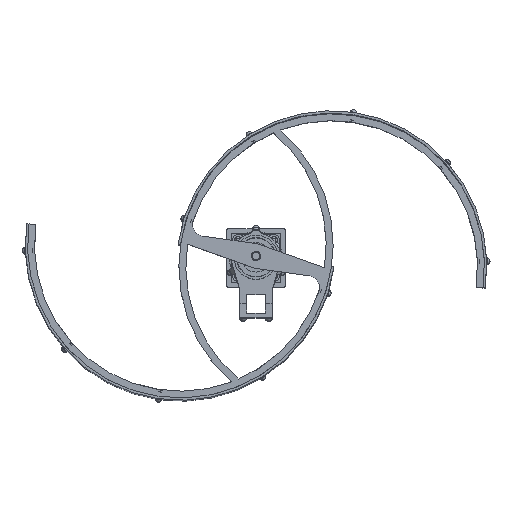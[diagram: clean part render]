
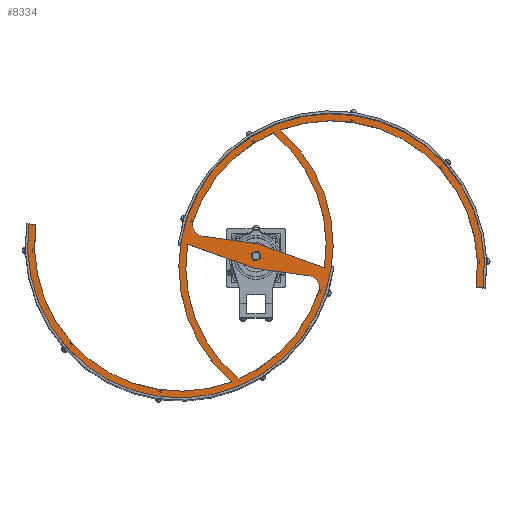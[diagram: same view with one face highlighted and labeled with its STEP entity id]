
A CAD part, top view. The second image highlights one B-rep face of the part: STEP entity #8334.
In plain terms, the highlighted planar face has unit normal (0, 0, 1).
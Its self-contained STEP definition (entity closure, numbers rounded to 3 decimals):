
#1014=FACE_BOUND('',#2310,.T.);
#1015=FACE_BOUND('',#2311,.T.);
#1016=FACE_BOUND('',#2312,.T.);
#1232=PLANE('',#9545);
#1682=FACE_OUTER_BOUND('',#2309,.T.);
#2309=EDGE_LOOP('',(#7662,#7663,#7664,#7665,#7666,#7667));
#2310=EDGE_LOOP('',(#7668,#7669,#7670,#7671,#7672));
#2311=EDGE_LOOP('',(#7673,#7674,#7675,#7676,#7677));
#2312=EDGE_LOOP('',(#7678));
#2813=LINE('',#16959,#3337);
#2827=LINE('',#17311,#3351);
#2829=LINE('',#17314,#3353);
#2832=LINE('',#17320,#3356);
#2843=LINE('',#17514,#3367);
#2844=LINE('',#17516,#3368);
#3337=VECTOR('',#11882,10.);
#3351=VECTOR('',#11936,20.);
#3353=VECTOR('',#11940,10.);
#3356=VECTOR('',#11945,10.);
#3367=VECTOR('',#12000,20.);
#3368=VECTOR('',#12003,10.);
#3736=CIRCLE('',#9492,126.);
#3738=CIRCLE('',#9495,126.);
#3739=CIRCLE('',#9497,126.);
#3742=CIRCLE('',#9502,126.);
#3743=CIRCLE('',#9504,126.);
#3746=CIRCLE('',#9508,126.);
#3747=CIRCLE('',#9514,10.);
#3750=CIRCLE('',#9518,132.);
#3751=CIRCLE('',#9527,3.4);
#3759=CIRCLE('',#9540,10.);
#3760=CIRCLE('',#9542,132.);
#4410=VERTEX_POINT('',#16781);
#4411=VERTEX_POINT('',#16783);
#4412=VERTEX_POINT('',#16787);
#4415=VERTEX_POINT('',#16792);
#4422=VERTEX_POINT('',#16910);
#4427=VERTEX_POINT('',#16957);
#4430=VERTEX_POINT('',#16964);
#4431=VERTEX_POINT('',#16966);
#4432=VERTEX_POINT('',#16970);
#4436=VERTEX_POINT('',#17015);
#4439=VERTEX_POINT('',#17020);
#4454=VERTEX_POINT('',#17298);
#4457=VERTEX_POINT('',#17306);
#4459=VERTEX_POINT('',#17318);
#4468=VERTEX_POINT('',#17482);
#4475=VERTEX_POINT('',#17506);
#4476=VERTEX_POINT('',#17510);
#5450=EDGE_CURVE('',#4411,#4410,#3736,.T.);
#5455=EDGE_CURVE('',#4412,#4415,#3738,.F.);
#5462=EDGE_CURVE('',#4422,#4411,#3739,.F.);
#5470=EDGE_CURVE('',#4410,#4427,#2813,.F.);
#5473=EDGE_CURVE('',#4431,#4430,#3742,.T.);
#5475=EDGE_CURVE('',#4432,#4431,#3743,.F.);
#5484=EDGE_CURVE('',#4436,#4439,#3746,.F.);
#5503=EDGE_CURVE('',#4422,#4454,#3747,.T.);
#5507=EDGE_CURVE('',#4457,#4436,#3750,.T.);
#5510=EDGE_CURVE('',#4415,#4457,#2827,.T.);
#5512=EDGE_CURVE('',#4427,#4454,#2829,.F.);
#5515=EDGE_CURVE('',#4430,#4459,#2832,.F.);
#5528=EDGE_CURVE('',#4468,#4468,#3751,.F.);
#5540=EDGE_CURVE('',#4432,#4475,#3759,.T.);
#5542=EDGE_CURVE('',#4476,#4412,#3760,.T.);
#5544=EDGE_CURVE('',#4439,#4476,#2843,.T.);
#5545=EDGE_CURVE('',#4459,#4475,#2844,.F.);
#7662=ORIENTED_EDGE('',*,*,#5455,.T.);
#7663=ORIENTED_EDGE('',*,*,#5510,.T.);
#7664=ORIENTED_EDGE('',*,*,#5507,.T.);
#7665=ORIENTED_EDGE('',*,*,#5484,.T.);
#7666=ORIENTED_EDGE('',*,*,#5544,.T.);
#7667=ORIENTED_EDGE('',*,*,#5542,.T.);
#7668=ORIENTED_EDGE('',*,*,#5515,.T.);
#7669=ORIENTED_EDGE('',*,*,#5545,.T.);
#7670=ORIENTED_EDGE('',*,*,#5540,.F.);
#7671=ORIENTED_EDGE('',*,*,#5475,.T.);
#7672=ORIENTED_EDGE('',*,*,#5473,.T.);
#7673=ORIENTED_EDGE('',*,*,#5503,.F.);
#7674=ORIENTED_EDGE('',*,*,#5462,.T.);
#7675=ORIENTED_EDGE('',*,*,#5450,.T.);
#7676=ORIENTED_EDGE('',*,*,#5470,.T.);
#7677=ORIENTED_EDGE('',*,*,#5512,.T.);
#7678=ORIENTED_EDGE('',*,*,#5528,.T.);
#8334=ADVANCED_FACE('',(#1682,#1014,#1015,#1016),#1232,.T.);
#9492=AXIS2_PLACEMENT_3D('',#16784,#11859,#11860);
#9495=AXIS2_PLACEMENT_3D('',#16794,#11868,#11869);
#9497=AXIS2_PLACEMENT_3D('',#16911,#11872,#11873);
#9502=AXIS2_PLACEMENT_3D('',#16967,#11888,#11889);
#9504=AXIS2_PLACEMENT_3D('',#16971,#11893,#11894);
#9508=AXIS2_PLACEMENT_3D('',#17022,#11905,#11906);
#9514=AXIS2_PLACEMENT_3D('',#17299,#11921,#11922);
#9518=AXIS2_PLACEMENT_3D('',#17307,#11930,#11931);
#9527=AXIS2_PLACEMENT_3D('',#17483,#11960,#11961);
#9540=AXIS2_PLACEMENT_3D('',#17507,#11990,#11991);
#9542=AXIS2_PLACEMENT_3D('',#17511,#11995,#11996);
#9545=AXIS2_PLACEMENT_3D('',#17517,#12004,#12005);
#11859=DIRECTION('center_axis',(0.,0.,
-1.));
#11860=DIRECTION('ref_axis',(-0.524,-0.852,0.));
#11868=DIRECTION('center_axis',(0.,0.,1.));
#11869=DIRECTION('ref_axis',(-1.,0.,0.));
#11872=DIRECTION('center_axis',(0.,0.,1.));
#11873=DIRECTION('ref_axis',(-1.,0.,0.));
#11882=DIRECTION('',(-0.979,0.202,0.));
#11888=DIRECTION('center_axis',(0.,0.,
-1.));
#11889=DIRECTION('ref_axis',(0.524,0.852,0.));
#11893=DIRECTION('center_axis',(0.,0.,1.));
#11894=DIRECTION('ref_axis',(1.,0.,0.));
#11905=DIRECTION('center_axis',(0.,0.,1.));
#11906=DIRECTION('ref_axis',(1.,0.,0.));
#11921=DIRECTION('center_axis',(0.,0.,1.));
#11922=DIRECTION('ref_axis',(0.767,0.641,0.));
#11930=DIRECTION('center_axis',(0.,0.,1.));
#11931=DIRECTION('ref_axis',(-1.,0.,0.));
#11936=DIRECTION('',(-1.,0.,0.));
#11940=DIRECTION('',(-1.,0.,0.));
#11945=DIRECTION('',(0.979,-0.202,0.));
#11960=DIRECTION('center_axis',(0.,0.,1.));
#11961=DIRECTION('ref_axis',(1.,0.,0.));
#11990=DIRECTION('center_axis',(0.,0.,1.));
#11991=DIRECTION('ref_axis',(-0.767,-0.641,0.));
#11995=DIRECTION('center_axis',(0.,0.,1.));
#11996=DIRECTION('ref_axis',(1.,0.,0.));
#12000=DIRECTION('',(1.,0.,0.));
#12003=DIRECTION('',(1.,0.,0.));
#12004=DIRECTION('center_axis',(0.,0.,1.));
#12005=DIRECTION('ref_axis',(-1.,0.,0.));
#16781=CARTESIAN_POINT('',(-92.987,-526.176,-35.));
#16783=CARTESIAN_POINT('',(-33.,-635.331,-35.));
#16784=CARTESIAN_POINT('Origin',(33.,-528.,-35.));
#16787=CARTESIAN_POINT('',(-38.864,-638.723,-35.));
#16792=CARTESIAN_POINT('',(-225.,-528.,-35.));
#16794=CARTESIAN_POINT('Origin',(-99.,-528.,-35.));
#16910=CARTESIAN_POINT('',(24.997,-550.376,-35.));
#16911=CARTESIAN_POINT('Origin',(-99.,-528.,-35.));
#16957=CARTESIAN_POINT('',(-32.694,-538.6,-35.));
#16959=CARTESIAN_POINT('',(-66.739,-531.585,-35.));
#16964=CARTESIAN_POINT('',(26.987,-529.824,-35.));
#16966=CARTESIAN_POINT('',(-33.,-420.669,-35.));
#16967=CARTESIAN_POINT('Origin',(-99.,-528.,-35.));
#16970=CARTESIAN_POINT('',(-90.997,-505.624,-35.));
#16971=CARTESIAN_POINT('Origin',(33.,-528.,-35.));
#17015=CARTESIAN_POINT('',(-27.136,-417.277,-35.));
#17020=CARTESIAN_POINT('',(159.,-528.,-35.));
#17022=CARTESIAN_POINT('Origin',(33.,-528.,-35.));
#17298=CARTESIAN_POINT('',(15.156,-538.6,-35.));
#17299=CARTESIAN_POINT('Origin',(15.156,-548.6,-35.));
#17306=CARTESIAN_POINT('',(-231.,-528.,-35.));
#17307=CARTESIAN_POINT('Origin',(-99.,-528.,-35.));
#17311=CARTESIAN_POINT('',(-231.,-528.,-35.));
#17314=CARTESIAN_POINT('',(-33.,-538.6,-35.));
#17318=CARTESIAN_POINT('',(-33.306,-517.4,-35.));
#17320=CARTESIAN_POINT('',(0.739,-524.415,-35.));
#17482=CARTESIAN_POINT('',(-29.6,-528.,-35.));
#17483=CARTESIAN_POINT('Origin',(-33.,-528.,-35.));
#17506=CARTESIAN_POINT('',(-81.156,-517.4,-35.));
#17507=CARTESIAN_POINT('Origin',(-81.156,-507.4,-35.));
#17510=CARTESIAN_POINT('',(165.,-528.,-35.));
#17511=CARTESIAN_POINT('Origin',(33.,-528.,-35.));
#17514=CARTESIAN_POINT('',(165.,-528.,-35.));
#17516=CARTESIAN_POINT('',(-33.,-517.4,-35.));
#17517=CARTESIAN_POINT('Origin',(-33.,-528.,-35.));
